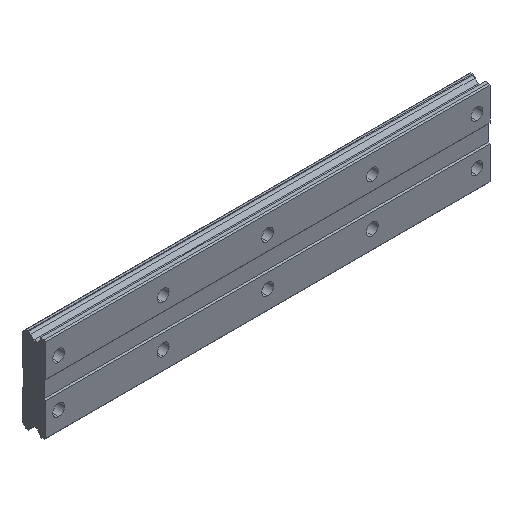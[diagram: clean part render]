
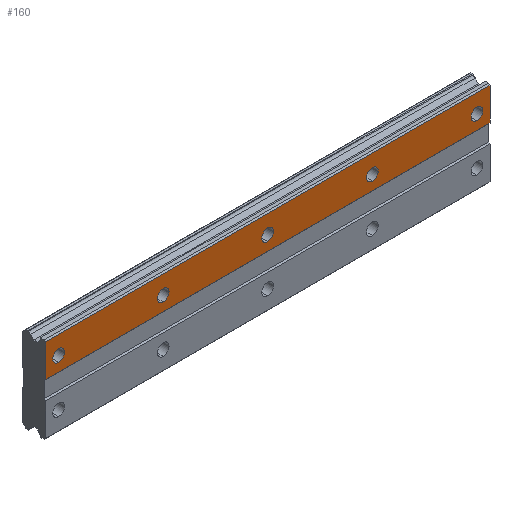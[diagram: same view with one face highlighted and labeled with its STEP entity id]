
A CAD part, isometric view. The second image highlights one B-rep face of the part: STEP entity #160.
In plain terms, the highlighted planar face has unit normal (0, -1, 0).
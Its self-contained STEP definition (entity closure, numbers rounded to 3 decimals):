
#2 = EDGE_LOOP ( 'NONE', ( #738, #1834 ) ) ;
#8 = DIRECTION ( 'NONE',  ( 0., 0., -1. ) ) ;
#29 = ORIENTED_EDGE ( 'NONE', *, *, #1778, .T. ) ;
#76 = FACE_BOUND ( 'NONE', #1206, .T. ) ;
#90 = AXIS2_PLACEMENT_3D ( 'NONE', #1889, #1939, #1924 ) ;
#117 = CIRCLE ( 'NONE', #1286, 2.25 ) ;
#119 = DIRECTION ( 'NONE',  ( 0., 0., -1. ) ) ;
#160 = ADVANCED_FACE ( 'NONE', ( #903, #76, #1903, #2368, #286, #255 ), #492, .F. ) ;
#168 = AXIS2_PLACEMENT_3D ( 'NONE', #2115, #1682, #1900 ) ;
#169 = CIRCLE ( 'NONE', #1163, 2.25 ) ;
#180 = ORIENTED_EDGE ( 'NONE', *, *, #1542, .F. ) ;
#193 = LINE ( 'NONE', #985, #858 ) ;
#255 = FACE_BOUND ( 'NONE', #2, .T. ) ;
#281 = EDGE_CURVE ( 'NONE', #927, #700, #637, .T. ) ;
#286 = FACE_BOUND ( 'NONE', #2634, .T. ) ;
#303 = AXIS2_PLACEMENT_3D ( 'NONE', #2593, #464, #1894 ) ;
#305 = CIRCLE ( 'NONE', #168, 2.25 ) ;
#338 = CARTESIAN_POINT ( 'NONE',  ( 165., 0., 16. ) ) ;
#345 = CIRCLE ( 'NONE', #303, 2.25 ) ;
#362 = EDGE_CURVE ( 'NONE', #711, #2594, #2302, .T. ) ;
#368 = VERTEX_POINT ( 'NONE', #1210 ) ;
#376 = DIRECTION ( 'NONE',  ( -1., 0., 0. ) ) ;
#464 = DIRECTION ( 'NONE',  ( 0., -1., 0. ) ) ;
#492 = PLANE ( 'NONE',  #90 ) ;
#496 = CARTESIAN_POINT ( 'NONE',  ( 40., 0., 6.75 ) ) ;
#513 = CIRCLE ( 'NONE', #981, 2.25 ) ;
#526 = ORIENTED_EDGE ( 'NONE', *, *, #2449, .F. ) ;
#546 = DIRECTION ( 'NONE',  ( 0., -1., 0. ) ) ;
#555 = ORIENTED_EDGE ( 'NONE', *, *, #1265, .F. ) ;
#586 = DIRECTION ( 'NONE',  ( 1., 0., 0. ) ) ;
#610 = CARTESIAN_POINT ( 'NONE',  ( 165., 0., 16. ) ) ;
#618 = CARTESIAN_POINT ( 'NONE',  ( 120., 0., 9. ) ) ;
#637 = CIRCLE ( 'NONE', #2694, 2.25 ) ;
#657 = VERTEX_POINT ( 'NONE', #2181 ) ;
#680 = CIRCLE ( 'NONE', #2562, 2.25 ) ;
#691 = CIRCLE ( 'NONE', #2707, 2.25 ) ;
#700 = VERTEX_POINT ( 'NONE', #1112 ) ;
#711 = VERTEX_POINT ( 'NONE', #496 ) ;
#717 = DIRECTION ( 'NONE',  ( 0., -1., 0. ) ) ;
#728 = DIRECTION ( 'NONE',  ( 0., 0., 1. ) ) ;
#735 = ORIENTED_EDGE ( 'NONE', *, *, #988, .F. ) ;
#738 = ORIENTED_EDGE ( 'NONE', *, *, #2265, .F. ) ;
#744 = VERTEX_POINT ( 'NONE', #338 ) ;
#758 = VERTEX_POINT ( 'NONE', #2482 ) ;
#782 = EDGE_CURVE ( 'NONE', #657, #2579, #1827, .T. ) ;
#787 = DIRECTION ( 'NONE',  ( 0., -1., 0. ) ) ;
#814 = ORIENTED_EDGE ( 'NONE', *, *, #1087, .F. ) ;
#826 = CARTESIAN_POINT ( 'NONE',  ( 80., 0., 6.75 ) ) ;
#832 = LINE ( 'NONE', #2466, #1651 ) ;
#836 = EDGE_LOOP ( 'NONE', ( #1519, #814, #180, #29 ) ) ;
#858 = VECTOR ( 'NONE', #376, 1000. ) ;
#903 = FACE_OUTER_BOUND ( 'NONE', #836, .T. ) ;
#917 = ORIENTED_EDGE ( 'NONE', *, *, #2479, .F. ) ;
#927 = VERTEX_POINT ( 'NONE', #1254 ) ;
#964 = DIRECTION ( 'NONE',  ( 0., 0., 1. ) ) ;
#981 = AXIS2_PLACEMENT_3D ( 'NONE', #1562, #2406, #1146 ) ;
#985 = CARTESIAN_POINT ( 'NONE',  ( 165., 0., 3.5 ) ) ;
#988 = EDGE_CURVE ( 'NONE', #1242, #1292, #305, .T. ) ;
#995 = DIRECTION ( 'NONE',  ( 0., -1., 0. ) ) ;
#1029 = VERTEX_POINT ( 'NONE', #826 ) ;
#1085 = CARTESIAN_POINT ( 'NONE',  ( 160., 0., 11.25 ) ) ;
#1087 = EDGE_CURVE ( 'NONE', #744, #368, #832, .T. ) ;
#1112 = CARTESIAN_POINT ( 'NONE',  ( 0., 0., 11.25 ) ) ;
#1146 = DIRECTION ( 'NONE',  ( 0., 0., 1. ) ) ;
#1163 = AXIS2_PLACEMENT_3D ( 'NONE', #2673, #787, #1631 ) ;
#1183 = EDGE_CURVE ( 'NONE', #758, #1029, #169, .T. ) ;
#1206 = EDGE_LOOP ( 'NONE', ( #917, #1299 ) ) ;
#1210 = CARTESIAN_POINT ( 'NONE',  ( 165., 0., 3.5 ) ) ;
#1242 = VERTEX_POINT ( 'NONE', #1085 ) ;
#1254 = CARTESIAN_POINT ( 'NONE',  ( 0., 0., 6.75 ) ) ;
#1265 = EDGE_CURVE ( 'NONE', #1292, #1242, #691, .T. ) ;
#1271 = EDGE_CURVE ( 'NONE', #1029, #758, #345, .T. ) ;
#1286 = AXIS2_PLACEMENT_3D ( 'NONE', #2017, #546, #964 ) ;
#1292 = VERTEX_POINT ( 'NONE', #1721 ) ;
#1299 = ORIENTED_EDGE ( 'NONE', *, *, #281, .F. ) ;
#1309 = DIRECTION ( 'NONE',  ( 0., -1., 0. ) ) ;
#1324 = CARTESIAN_POINT ( 'NONE',  ( -5., 0., 3.5 ) ) ;
#1340 = AXIS2_PLACEMENT_3D ( 'NONE', #1771, #2610, #728 ) ;
#1479 = CARTESIAN_POINT ( 'NONE',  ( 160., 0., 9. ) ) ;
#1519 = ORIENTED_EDGE ( 'NONE', *, *, #1947, .F. ) ;
#1539 = CARTESIAN_POINT ( 'NONE',  ( -5., 0., 16.615 ) ) ;
#1542 = EDGE_CURVE ( 'NONE', #1870, #744, #2461, .T. ) ;
#1562 = CARTESIAN_POINT ( 'NONE',  ( 40., 0., 9. ) ) ;
#1583 = EDGE_LOOP ( 'NONE', ( #2617, #526 ) ) ;
#1622 = EDGE_LOOP ( 'NONE', ( #735, #555 ) ) ;
#1631 = DIRECTION ( 'NONE',  ( 0., 0., 1. ) ) ;
#1651 = VECTOR ( 'NONE', #8, 1000. ) ;
#1682 = DIRECTION ( 'NONE',  ( 0., -1., 0. ) ) ;
#1686 = CARTESIAN_POINT ( 'NONE',  ( 40., 0., 11.25 ) ) ;
#1721 = CARTESIAN_POINT ( 'NONE',  ( 160., 0., 6.75 ) ) ;
#1771 = CARTESIAN_POINT ( 'NONE',  ( 40., 0., 9. ) ) ;
#1778 = EDGE_CURVE ( 'NONE', #1870, #2387, #2647, .T. ) ;
#1786 = DIRECTION ( 'NONE',  ( 0., 0., 1. ) ) ;
#1789 = VECTOR ( 'NONE', #119, 1000. ) ;
#1827 = CIRCLE ( 'NONE', #2704, 2.25 ) ;
#1834 = ORIENTED_EDGE ( 'NONE', *, *, #362, .F. ) ;
#1870 = VERTEX_POINT ( 'NONE', #2254 ) ;
#1889 = CARTESIAN_POINT ( 'NONE',  ( 165., 0., 16. ) ) ;
#1894 = DIRECTION ( 'NONE',  ( 0., 0., 1. ) ) ;
#1900 = DIRECTION ( 'NONE',  ( 0., 0., 1. ) ) ;
#1903 = FACE_BOUND ( 'NONE', #1622, .T. ) ;
#1924 = DIRECTION ( 'NONE',  ( 0., 0., 1. ) ) ;
#1939 = DIRECTION ( 'NONE',  ( 0., 1., 0. ) ) ;
#1947 = EDGE_CURVE ( 'NONE', #368, #2387, #193, .T. ) ;
#2017 = CARTESIAN_POINT ( 'NONE',  ( 120., 0., 9. ) ) ;
#2041 = DIRECTION ( 'NONE',  ( 0., 0., 1. ) ) ;
#2115 = CARTESIAN_POINT ( 'NONE',  ( 160., 0., 9. ) ) ;
#2132 = CARTESIAN_POINT ( 'NONE',  ( 120., 0., 6.75 ) ) ;
#2181 = CARTESIAN_POINT ( 'NONE',  ( 120., 0., 11.25 ) ) ;
#2223 = CARTESIAN_POINT ( 'NONE',  ( 0., 0., 9. ) ) ;
#2227 = DIRECTION ( 'NONE',  ( 0., 0., 1. ) ) ;
#2254 = CARTESIAN_POINT ( 'NONE',  ( -5., 0., 16. ) ) ;
#2263 = DIRECTION ( 'NONE',  ( 0., -1., 0. ) ) ;
#2265 = EDGE_CURVE ( 'NONE', #2594, #711, #513, .T. ) ;
#2281 = ORIENTED_EDGE ( 'NONE', *, *, #1183, .F. ) ;
#2302 = CIRCLE ( 'NONE', #1340, 2.25 ) ;
#2358 = DIRECTION ( 'NONE',  ( 0., 0., 1. ) ) ;
#2368 = FACE_BOUND ( 'NONE', #1583, .T. ) ;
#2387 = VERTEX_POINT ( 'NONE', #1324 ) ;
#2401 = VECTOR ( 'NONE', #586, 1000. ) ;
#2406 = DIRECTION ( 'NONE',  ( 0., -1., 0. ) ) ;
#2449 = EDGE_CURVE ( 'NONE', #2579, #657, #117, .T. ) ;
#2461 = LINE ( 'NONE', #610, #2401 ) ;
#2466 = CARTESIAN_POINT ( 'NONE',  ( 165., 0., 16.615 ) ) ;
#2473 = ORIENTED_EDGE ( 'NONE', *, *, #1271, .F. ) ;
#2479 = EDGE_CURVE ( 'NONE', #700, #927, #680, .T. ) ;
#2482 = CARTESIAN_POINT ( 'NONE',  ( 80., 0., 11.25 ) ) ;
#2562 = AXIS2_PLACEMENT_3D ( 'NONE', #2682, #995, #2041 ) ;
#2579 = VERTEX_POINT ( 'NONE', #2132 ) ;
#2593 = CARTESIAN_POINT ( 'NONE',  ( 80., 0., 9. ) ) ;
#2594 = VERTEX_POINT ( 'NONE', #1686 ) ;
#2610 = DIRECTION ( 'NONE',  ( 0., -1., 0. ) ) ;
#2617 = ORIENTED_EDGE ( 'NONE', *, *, #782, .F. ) ;
#2634 = EDGE_LOOP ( 'NONE', ( #2281, #2473 ) ) ;
#2647 = LINE ( 'NONE', #1539, #1789 ) ;
#2673 = CARTESIAN_POINT ( 'NONE',  ( 80., 0., 9. ) ) ;
#2682 = CARTESIAN_POINT ( 'NONE',  ( 0., 0., 9. ) ) ;
#2694 = AXIS2_PLACEMENT_3D ( 'NONE', #2223, #717, #1786 ) ;
#2704 = AXIS2_PLACEMENT_3D ( 'NONE', #618, #2263, #2227 ) ;
#2707 = AXIS2_PLACEMENT_3D ( 'NONE', #1479, #1309, #2358 ) ;
